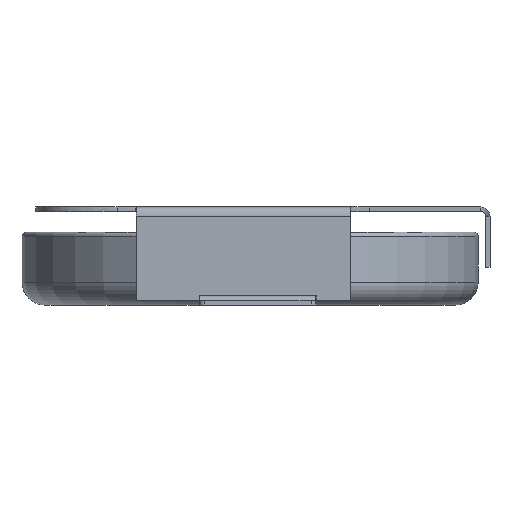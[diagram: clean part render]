
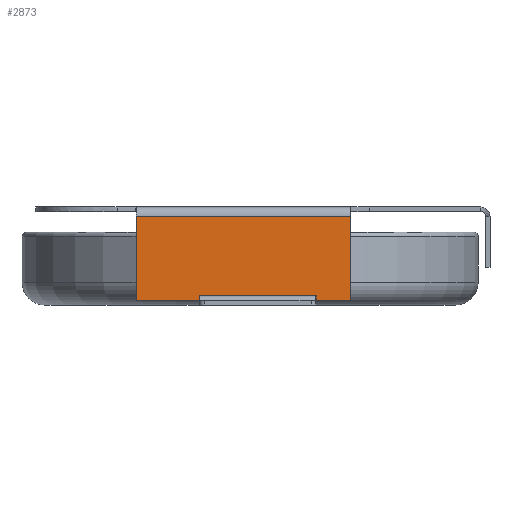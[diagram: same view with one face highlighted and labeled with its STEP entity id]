
A CAD part, left-side view. The second image highlights one B-rep face of the part: STEP entity #2873.
In plain terms, the highlighted planar face has unit normal (-1, 0, 0).
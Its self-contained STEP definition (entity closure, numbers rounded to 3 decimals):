
#148=PLANE('',#3101);
#306=FACE_OUTER_BOUND('',#480,.T.);
#480=EDGE_LOOP('',(#2598,#2599,#2600,#2601,#2602,#2603,#2604,#2605,#2606,
#2607,#2608,#2609));
#797=LINE('',#4799,#1133);
#800=LINE('',#4806,#1136);
#801=LINE('',#4810,#1137);
#805=LINE('',#4817,#1141);
#815=LINE('',#4838,#1151);
#818=LINE('',#4843,#1154);
#820=LINE('',#4846,#1156);
#821=LINE('',#4849,#1157);
#822=LINE('',#4851,#1158);
#823=LINE('',#4853,#1159);
#824=LINE('',#4855,#1160);
#825=LINE('',#4856,#1161);
#1133=VECTOR('',#3787,10.);
#1136=VECTOR('',#3794,10.);
#1137=VECTOR('',#3797,10.);
#1141=VECTOR('',#3803,10.);
#1151=VECTOR('',#3817,10.);
#1154=VECTOR('',#3822,10.);
#1156=VECTOR('',#3826,10.);
#1157=VECTOR('',#3829,10.);
#1158=VECTOR('',#3830,10.);
#1159=VECTOR('',#3831,10.);
#1160=VECTOR('',#3832,0.288);
#1161=VECTOR('',#3833,10.);
#1460=VERTEX_POINT('',#4791);
#1461=VERTEX_POINT('',#4795);
#1463=VERTEX_POINT('',#4804);
#1464=VERTEX_POINT('',#4808);
#1465=VERTEX_POINT('',#4809);
#1475=VERTEX_POINT('',#4836);
#1476=VERTEX_POINT('',#4837);
#1477=VERTEX_POINT('',#4842);
#1478=VERTEX_POINT('',#4848);
#1479=VERTEX_POINT('',#4850);
#1480=VERTEX_POINT('',#4852);
#1481=VERTEX_POINT('',#4854);
#1837=EDGE_CURVE('',#1460,#1461,#797,.T.);
#1840=EDGE_CURVE('',#1461,#1463,#800,.T.);
#1841=EDGE_CURVE('',#1464,#1465,#801,.T.);
#1845=EDGE_CURVE('',#1463,#1464,#805,.T.);
#1855=EDGE_CURVE('',#1475,#1476,#815,.T.);
#1858=EDGE_CURVE('',#1477,#1460,#818,.T.);
#1860=EDGE_CURVE('',#1476,#1477,#820,.T.);
#1861=EDGE_CURVE('',#1465,#1478,#821,.T.);
#1862=EDGE_CURVE('',#1478,#1479,#822,.T.);
#1863=EDGE_CURVE('',#1479,#1480,#823,.T.);
#1864=EDGE_CURVE('',#1480,#1481,#824,.T.);
#1865=EDGE_CURVE('',#1481,#1475,#825,.T.);
#2598=ORIENTED_EDGE('',*,*,#1841,.T.);
#2599=ORIENTED_EDGE('',*,*,#1861,.T.);
#2600=ORIENTED_EDGE('',*,*,#1862,.T.);
#2601=ORIENTED_EDGE('',*,*,#1863,.T.);
#2602=ORIENTED_EDGE('',*,*,#1864,.T.);
#2603=ORIENTED_EDGE('',*,*,#1865,.T.);
#2604=ORIENTED_EDGE('',*,*,#1855,.T.);
#2605=ORIENTED_EDGE('',*,*,#1860,.T.);
#2606=ORIENTED_EDGE('',*,*,#1858,.T.);
#2607=ORIENTED_EDGE('',*,*,#1837,.T.);
#2608=ORIENTED_EDGE('',*,*,#1840,.T.);
#2609=ORIENTED_EDGE('',*,*,#1845,.T.);
#2873=ADVANCED_FACE('',(#306),#148,.T.);
#3101=AXIS2_PLACEMENT_3D('',#4847,#3827,#3828);
#3787=DIRECTION('',(0.,-1.,0.));
#3794=DIRECTION('',(0.,0.,1.));
#3797=DIRECTION('',(0.,0.,-1.));
#3803=DIRECTION('',(0.,-1.,0.));
#3817=DIRECTION('',(0.,0.,1.));
#3822=DIRECTION('',(0.,0.,-1.));
#3826=DIRECTION('',(0.,-1.,0.));
#3827=DIRECTION('center_axis',(-1.,0.,0.));
#3828=DIRECTION('ref_axis',(0.,0.,1.));
#3829=DIRECTION('',(0.,-1.,0.));
#3830=DIRECTION('',(0.,0.,1.));
#3831=DIRECTION('',(0.,1.,0.));
#3832=DIRECTION('',(0.,0.,-1.));
#3833=DIRECTION('',(0.,-1.,0.));
#4791=CARTESIAN_POINT('',(-10.524,2.658,0.4));
#4795=CARTESIAN_POINT('',(-10.524,-2.439,0.4));
#4799=CARTESIAN_POINT('',(-10.524,1.701,0.4));
#4804=CARTESIAN_POINT('',(-10.524,-2.439,0.41));
#4806=CARTESIAN_POINT('',(-10.524,-2.439,1.238));
#4808=CARTESIAN_POINT('',(-10.524,-2.449,0.41));
#4809=CARTESIAN_POINT('',(-10.524,-2.449,0.2));
#4810=CARTESIAN_POINT('',(-10.524,-2.449,1.343));
#4817=CARTESIAN_POINT('',(-10.524,-0.848,0.41));
#4836=CARTESIAN_POINT('',(-10.524,2.668,0.2));
#4837=CARTESIAN_POINT('',(-10.524,2.668,0.41));
#4838=CARTESIAN_POINT('',(-10.524,2.668,1.238));
#4842=CARTESIAN_POINT('',(-10.524,2.658,0.41));
#4843=CARTESIAN_POINT('',(-10.524,2.658,1.343));
#4846=CARTESIAN_POINT('',(-10.524,1.706,0.41));
#4847=CARTESIAN_POINT('Origin',(-10.524,0.743,2.276));
#4848=CARTESIAN_POINT('',(-10.524,-3.957,0.2));
#4849=CARTESIAN_POINT('',(-10.524,-3.957,0.2));
#4850=CARTESIAN_POINT('',(-10.524,-3.957,3.9));
#4851=CARTESIAN_POINT('',(-10.524,-3.957,3.9));
#4852=CARTESIAN_POINT('',(-10.524,5.443,3.9));
#4853=CARTESIAN_POINT('',(-10.524,0.743,3.9));
#4854=CARTESIAN_POINT('',(-10.524,5.443,0.2));
#4855=CARTESIAN_POINT('',(-10.524,5.443,4.805));
#4856=CARTESIAN_POINT('',(-10.524,-3.957,0.2));
